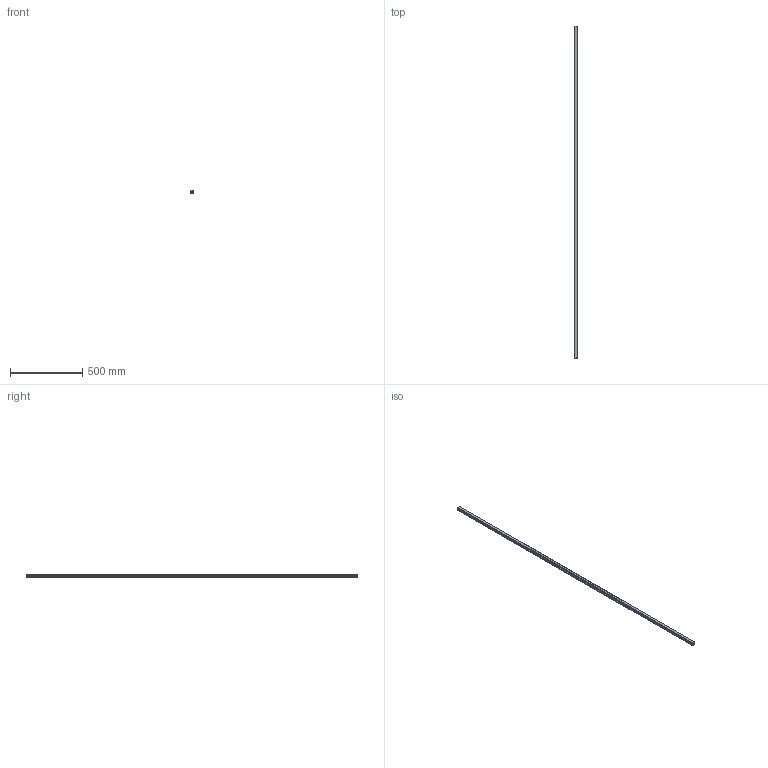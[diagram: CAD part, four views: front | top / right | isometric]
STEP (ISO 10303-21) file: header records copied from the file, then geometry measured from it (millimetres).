
FILE_DESCRIPTION(('STEP AP214'),'1');
FILE_NAME('cctmp_27FB283B-7542-4873-8FA0-1E82C7F9910D_2021_01_25_14_41_21_0027..stp','2021-01-25T13:41:21',('HIWIN GmbH'),('CADClick - www.CADClick.com'),'Spatial InterOp 3D',' ','unknown authorization');
FILE_SCHEMA(('AUTOMOTIVE_DESIGN'));
Length unit declared in the file: millimetre
Products named in the file (1): HGR25T2290C_FILE
Bounding box: 23 x 2290 x 22 mm (x, y, z)
Volume: 990139.7 mm3; surface area: 217553.2 mm2
Topology: 1 solids, 1 shells, 377 faces, 1151 edges, 704 vertices
Faces by surface type: plane 203, cylinder 98, cone 76
Entity records: 15505 total; most frequent: DIRECTION 2331, CARTESIAN_POINT 2157, ORIENTED_EDGE 2150, EDGE_CURVE 1075, AXIS2_PLACEMENT_3D 878, VERTEX_POINT 704, LINE 575, VECTOR 575
